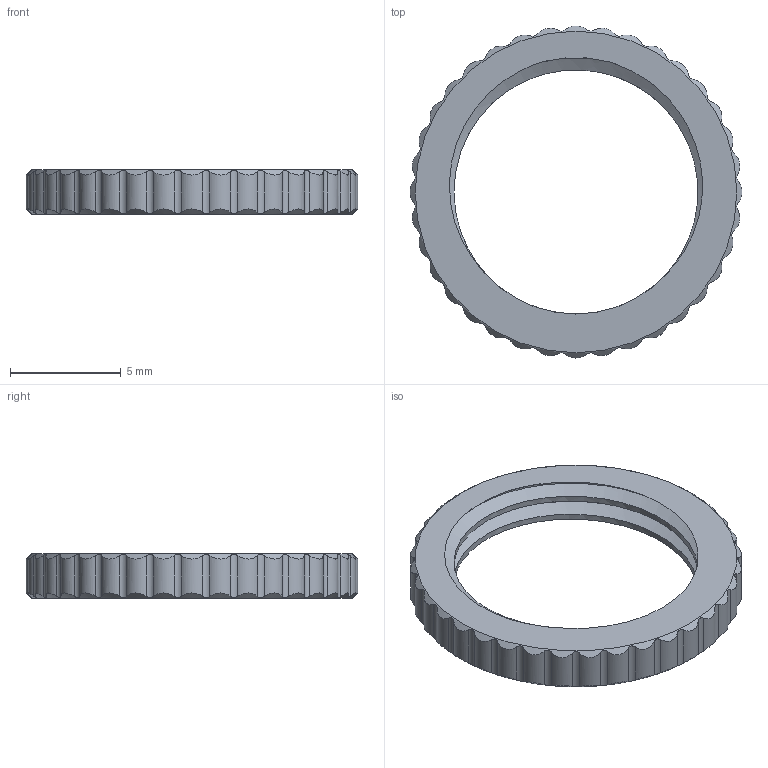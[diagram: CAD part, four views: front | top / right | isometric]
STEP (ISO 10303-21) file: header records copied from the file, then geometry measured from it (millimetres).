
FILE_DESCRIPTION(/* description */ (''),/* implementation_level */ '2;1');
FILE_NAME(/* name */ 'M12x1 knurled thumb nut.step',/* time_stamp */ '2021-07-12T22:55:32+03:00',/* author */ (''),/* organization */ (''),/* preprocessor_version */ 'ST-DEVELOPER v18.1',/* originating_system */ 'Autodesk Translation Framework v10.9.0.1377',/* authorisation */ '');
FILE_SCHEMA (('AUTOMOTIVE_DESIGN { 1 0 10303 214 3 1 1 }'));
Length unit declared in the file: millimetre
Products named in the file (1): M12x1 knurled thumb nut
Bounding box: 15 x 15 x 2 mm (x, y, z)
Volume: 136.6 mm3; surface area: 347.4 mm2
Topology: 1 solids, 1 shells, 84 faces, 316 edges, 234 vertices
Faces by surface type: cylinder 78, bspline 2, plane 2, cone 2
Full cylindrical faces by diameter (mm): 11.035 x1, 12.152 x1
Entity records: 5514 total; most frequent: CARTESIAN_POINT 3209, ORIENTED_EDGE 632, EDGE_CURVE 316, DIRECTION 256, VERTEX_POINT 234, B_SPLINE_CURVE_WITH_KNOTS 232, AXIS2_PLACEMENT_3D 89, EDGE_LOOP 86
